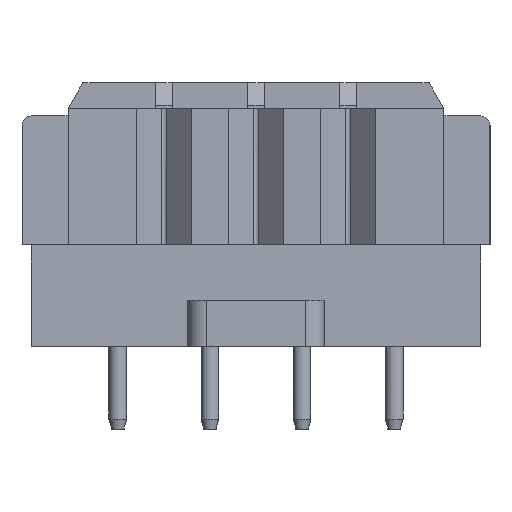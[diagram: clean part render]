
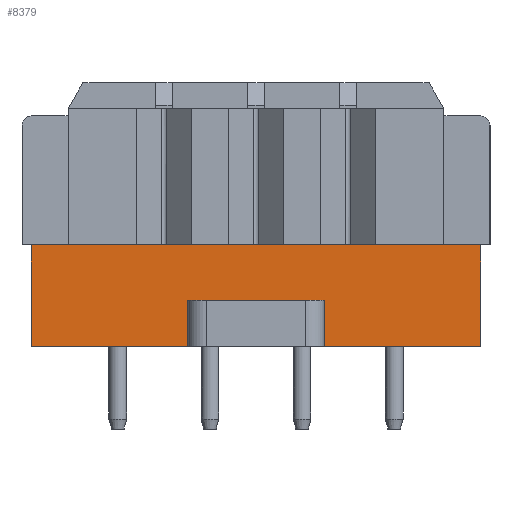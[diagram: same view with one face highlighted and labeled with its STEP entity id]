
A CAD part, left-side view. The second image highlights one B-rep face of the part: STEP entity #8379.
In plain terms, the highlighted planar face has unit normal (-1, 0, 0).
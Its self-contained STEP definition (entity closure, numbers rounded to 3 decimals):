
#8327=AXIS2_PLACEMENT_3D('Plane Axis2P3D',#8324,#8325,#8326) ;
#5950=CARTESIAN_POINT('Vertex',(7.,24.9,10.)) ;
#5953=CARTESIAN_POINT('Line Origine',(7.,12.7,10.)) ;
#5957=CARTESIAN_POINT('Vertex',(7.,0.5,10.)) ;
#8248=CARTESIAN_POINT('Vertex',(7.,24.9,4.5)) ;
#8251=CARTESIAN_POINT('Line Origine',(7.,24.9,7.25)) ;
#8324=CARTESIAN_POINT('Axis2P3D Location',(7.,24.9,1.3)) ;
#8329=CARTESIAN_POINT('Line Origine',(7.,4.75,4.5)) ;
#8333=CARTESIAN_POINT('Vertex',(7.,9.,4.5)) ;
#8335=CARTESIAN_POINT('Vertex',(7.,0.5,4.5)) ;
#8338=CARTESIAN_POINT('Line Origine',(7.,0.5,7.25)) ;
#8343=CARTESIAN_POINT('Line Origine',(7.,20.65,4.5)) ;
#8347=CARTESIAN_POINT('Vertex',(7.,16.4,4.5)) ;
#8350=CARTESIAN_POINT('Line Origine',(7.,16.4,5.75)) ;
#8354=CARTESIAN_POINT('Vertex',(7.,16.4,7.)) ;
#8357=CARTESIAN_POINT('Line Origine',(7.,12.7,7.)) ;
#8361=CARTESIAN_POINT('Vertex',(7.,9.,7.)) ;
#8364=CARTESIAN_POINT('Line Origine',(7.,9.,5.75)) ;
#5954=DIRECTION('Vector Direction',(0.,-1.,0.)) ;
#8252=DIRECTION('Vector Direction',(0.,0.,1.)) ;
#8325=DIRECTION('Axis2P3D Direction',(-1.,0.,0.)) ;
#8326=DIRECTION('Axis2P3D XDirection',(0.,-1.,0.)) ;
#8330=DIRECTION('Vector Direction',(0.,-1.,0.)) ;
#8339=DIRECTION('Vector Direction',(0.,0.,1.)) ;
#8344=DIRECTION('Vector Direction',(0.,-1.,0.)) ;
#8351=DIRECTION('Vector Direction',(0.,0.,1.)) ;
#8358=DIRECTION('Vector Direction',(0.,-1.,0.)) ;
#8365=DIRECTION('Vector Direction',(0.,0.,1.)) ;
#5955=VECTOR('Line Direction',#5954,1.) ;
#8253=VECTOR('Line Direction',#8252,1.) ;
#8331=VECTOR('Line Direction',#8330,1.) ;
#8340=VECTOR('Line Direction',#8339,1.) ;
#8345=VECTOR('Line Direction',#8344,1.) ;
#8352=VECTOR('Line Direction',#8351,1.) ;
#8359=VECTOR('Line Direction',#8358,1.) ;
#8366=VECTOR('Line Direction',#8365,1.) ;
#8370=ORIENTED_EDGE('',*,*,#8337,.T.) ;
#8371=ORIENTED_EDGE('',*,*,#8342,.T.) ;
#8372=ORIENTED_EDGE('',*,*,#5959,.F.) ;
#8373=ORIENTED_EDGE('',*,*,#8255,.F.) ;
#8374=ORIENTED_EDGE('',*,*,#8349,.T.) ;
#8375=ORIENTED_EDGE('',*,*,#8356,.T.) ;
#8376=ORIENTED_EDGE('',*,*,#8363,.F.) ;
#8377=ORIENTED_EDGE('',*,*,#8368,.F.) ;
#8379=ADVANCED_FACE('HOUSING',(#8378),#8328,.T.) ;
#5959=EDGE_CURVE('',#5951,#5958,#5956,.T.) ;
#8255=EDGE_CURVE('',#8249,#5951,#8254,.T.) ;
#8337=EDGE_CURVE('',#8334,#8336,#8332,.T.) ;
#8342=EDGE_CURVE('',#8336,#5958,#8341,.T.) ;
#8349=EDGE_CURVE('',#8249,#8348,#8346,.T.) ;
#8356=EDGE_CURVE('',#8348,#8355,#8353,.T.) ;
#8363=EDGE_CURVE('',#8362,#8355,#8360,.F.) ;
#8368=EDGE_CURVE('',#8334,#8362,#8367,.T.) ;
#8369=EDGE_LOOP('',(#8370,#8371,#8372,#8373,#8374,#8375,#8376,#8377)) ;
#8378=FACE_OUTER_BOUND('',#8369,.T.) ;
#5956=LINE('Line',#5953,#5955) ;
#8254=LINE('Line',#8251,#8253) ;
#8332=LINE('Line',#8329,#8331) ;
#8341=LINE('Line',#8338,#8340) ;
#8346=LINE('Line',#8343,#8345) ;
#8353=LINE('Line',#8350,#8352) ;
#8360=LINE('Line',#8357,#8359) ;
#8367=LINE('Line',#8364,#8366) ;
#8328=PLANE('',#8327) ;
#5951=VERTEX_POINT('',#5950) ;
#5958=VERTEX_POINT('',#5957) ;
#8249=VERTEX_POINT('',#8248) ;
#8334=VERTEX_POINT('',#8333) ;
#8336=VERTEX_POINT('',#8335) ;
#8348=VERTEX_POINT('',#8347) ;
#8355=VERTEX_POINT('',#8354) ;
#8362=VERTEX_POINT('',#8361) ;
